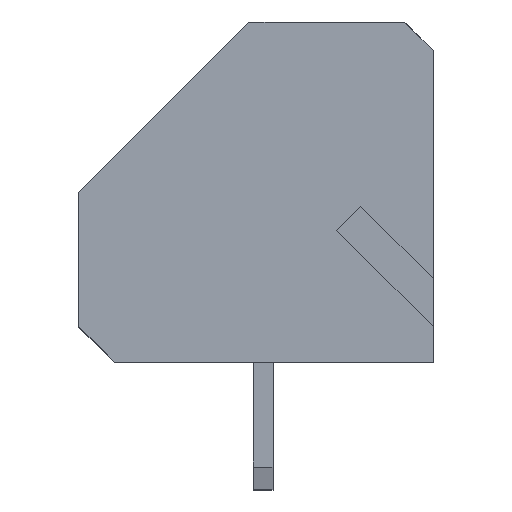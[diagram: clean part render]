
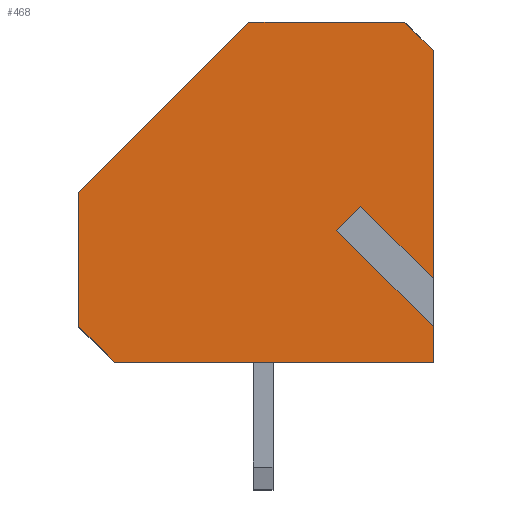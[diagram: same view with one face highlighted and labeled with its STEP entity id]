
A CAD part, top view. The second image highlights one B-rep face of the part: STEP entity #468.
In plain terms, the highlighted planar face has unit normal (0, 0, 1).
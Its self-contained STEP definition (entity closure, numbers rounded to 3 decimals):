
#468 = ADVANCED_FACE( '', ( #951 ), #952, .T. );
#951 = FACE_OUTER_BOUND( '', #1466, .T. );
#952 = PLANE( '', #1467 );
#1466 = EDGE_LOOP( '', ( #2707, #2708, #2709, #2710, #2711, #2712, #2713, #2714, #2715, #2716, #2717 ) );
#1467 = AXIS2_PLACEMENT_3D( '', #2718, #2719, #2720 );
#2707 = ORIENTED_EDGE( '', *, *, #3811, .T. );
#2708 = ORIENTED_EDGE( '', *, *, #3812, .T. );
#2709 = ORIENTED_EDGE( '', *, *, #3813, .T. );
#2710 = ORIENTED_EDGE( '', *, *, #3814, .F. );
#2711 = ORIENTED_EDGE( '', *, *, #3293, .F. );
#2712 = ORIENTED_EDGE( '', *, *, #3815, .F. );
#2713 = ORIENTED_EDGE( '', *, *, #3604, .F. );
#2714 = ORIENTED_EDGE( '', *, *, #3739, .F. );
#2715 = ORIENTED_EDGE( '', *, *, #3816, .T. );
#2716 = ORIENTED_EDGE( '', *, *, #3817, .T. );
#2717 = ORIENTED_EDGE( '', *, *, #3390, .T. );
#2718 = CARTESIAN_POINT( '', ( 5.346, 2.962, 2.5 ) );
#2719 = DIRECTION( '', ( 0., 0., 1. ) );
#2720 = DIRECTION( '', ( 1., 0., 0. ) );
#3293 = EDGE_CURVE( '', #3953, #3955, #3956, .T. );
#3390 = EDGE_CURVE( '', #4130, #4127, #4131, .T. );
#3604 = EDGE_CURVE( '', #4479, #4481, #4482, .T. );
#3739 = EDGE_CURVE( '', #4675, #4479, #4677, .T. );
#3811 = EDGE_CURVE( '', #4127, #4769, #4770, .T. );
#3812 = EDGE_CURVE( '', #4769, #4771, #4772, .T. );
#3813 = EDGE_CURVE( '', #4771, #4773, #4774, .T. );
#3814 = EDGE_CURVE( '', #3955, #4773, #4775, .T. );
#3815 = EDGE_CURVE( '', #4481, #3953, #4776, .T. );
#3816 = EDGE_CURVE( '', #4675, #4777, #4778, .T. );
#3817 = EDGE_CURVE( '', #4777, #4130, #4779, .T. );
#3953 = VERTEX_POINT( '', #4934 );
#3955 = VERTEX_POINT( '', #4937 );
#3956 = LINE( '', #4938, #4939 );
#4127 = VERTEX_POINT( '', #5182 );
#4130 = VERTEX_POINT( '', #5186 );
#4131 = LINE( '', #5187, #5188 );
#4479 = VERTEX_POINT( '', #5694 );
#4481 = VERTEX_POINT( '', #5697 );
#4482 = LINE( '', #5698, #5699 );
#4675 = VERTEX_POINT( '', #5981 );
#4677 = LINE( '', #5984, #5985 );
#4769 = VERTEX_POINT( '', #6124 );
#4770 = LINE( '', #6125, #6126 );
#4771 = VERTEX_POINT( '', #6127 );
#4772 = LINE( '', #6128, #6129 );
#4773 = VERTEX_POINT( '', #6130 );
#4774 = LINE( '', #6131, #6132 );
#4775 = LINE( '', #6133, #6134 );
#4776 = LINE( '', #6135, #6136 );
#4777 = VERTEX_POINT( '', #6137 );
#4778 = LINE( '', #6138, #6139 );
#4779 = LINE( '', #6140, #6141 );
#4934 = CARTESIAN_POINT( '', ( 6., 12., 2.5 ) );
#4937 = CARTESIAN_POINT( '', ( 11.5, 12., 2.5 ) );
#4938 = CARTESIAN_POINT( '', ( 0., 12., 2.5 ) );
#4939 = VECTOR( '', #6329, 1000. );
#5182 = CARTESIAN_POINT( '', ( 9.346, 4.886, 2.5 ) );
#5186 = CARTESIAN_POINT( '', ( 12.5, 1.732, 2.5 ) );
#5187 = CARTESIAN_POINT( '', ( 14.232, 0., 2.5 ) );
#5188 = VECTOR( '', #6424, 1000. );
#5694 = CARTESIAN_POINT( '', ( 0., 1.25, 2.5 ) );
#5697 = CARTESIAN_POINT( '', ( 0., 6., 2.5 ) );
#5698 = CARTESIAN_POINT( '', ( 0., 0., 2.5 ) );
#5699 = VECTOR( '', #6632, 1000. );
#5981 = CARTESIAN_POINT( '', ( 1.25, 0., 2.5 ) );
#5984 = CARTESIAN_POINT( '', ( 1.25, 0., 2.5 ) );
#5985 = VECTOR( '', #6762, 1000. );
#6124 = CARTESIAN_POINT( '', ( 9.704, 5.245, 2.5 ) );
#6125 = CARTESIAN_POINT( '', ( 6.879, 2.419, 2.5 ) );
#6126 = VECTOR( '', #6819, 1000. );
#6127 = CARTESIAN_POINT( '', ( 12.5, 2.449, 2.5 ) );
#6128 = CARTESIAN_POINT( '', ( 14.949, 0., 2.5 ) );
#6129 = VECTOR( '', #6820, 1000. );
#6130 = CARTESIAN_POINT( '', ( 12.5, 11., 2.5 ) );
#6131 = CARTESIAN_POINT( '', ( 12.5, 0., 2.5 ) );
#6132 = VECTOR( '', #6821, 1000. );
#6133 = CARTESIAN_POINT( '', ( 23.5, 0., 2.5 ) );
#6134 = VECTOR( '', #6822, 1000. );
#6135 = CARTESIAN_POINT( '', ( 0., 6., 2.5 ) );
#6136 = VECTOR( '', #6823, 1000. );
#6137 = CARTESIAN_POINT( '', ( 12.5, 0., 2.5 ) );
#6138 = CARTESIAN_POINT( '', ( 0., 0., 2.5 ) );
#6139 = VECTOR( '', #6824, 1000. );
#6140 = CARTESIAN_POINT( '', ( 12.5, 0., 2.5 ) );
#6141 = VECTOR( '', #6825, 1000. );
#6329 = DIRECTION( '', ( 1., 0., 0. ) );
#6424 = DIRECTION( '', ( -0.707, 0.707, 0. ) );
#6632 = DIRECTION( '', ( 0., 1., 0. ) );
#6762 = DIRECTION( '', ( -0.707, 0.707, 0. ) );
#6819 = DIRECTION( '', ( 0.707, 0.707, 0. ) );
#6820 = DIRECTION( '', ( 0.707, -0.707, 0. ) );
#6821 = DIRECTION( '', ( 0., 1., 0. ) );
#6822 = DIRECTION( '', ( 0.707, -0.707, 0. ) );
#6823 = DIRECTION( '', ( 0.707, 0.707, 0. ) );
#6824 = DIRECTION( '', ( 1., 0., 0. ) );
#6825 = DIRECTION( '', ( 0., 1., 0. ) );
